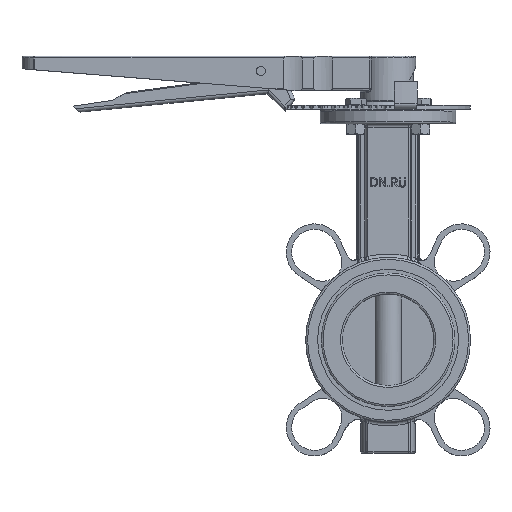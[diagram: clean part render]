
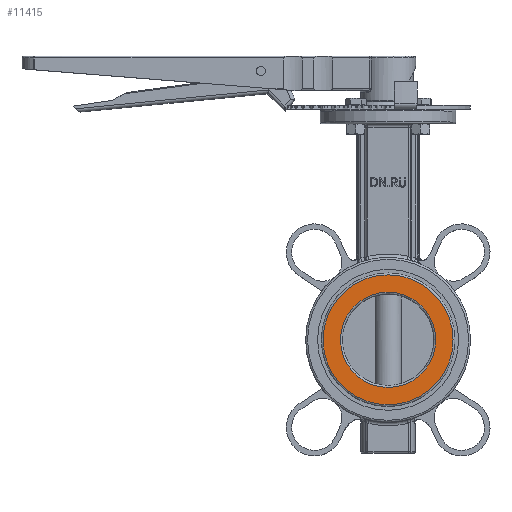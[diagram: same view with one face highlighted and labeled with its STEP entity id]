
A CAD part, top view. The second image highlights one B-rep face of the part: STEP entity #11415.
In plain terms, the highlighted planar face has unit normal (0, 0, 1).
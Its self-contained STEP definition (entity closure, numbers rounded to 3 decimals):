
#241=FACE_BOUND('',#2287,.T.);
#959=CIRCLE('',#12410,26.);
#963=CIRCLE('',#12415,35.5);
#1623=FACE_OUTER_BOUND('',#2286,.T.);
#2286=EDGE_LOOP('',(#8262));
#2287=EDGE_LOOP('',(#8263));
#4784=VERTEX_POINT('',#20639);
#4787=VERTEX_POINT('',#20647);
#6058=EDGE_CURVE('',#4784,#4784,#959,.T.);
#6062=EDGE_CURVE('',#4787,#4787,#963,.T.);
#8262=ORIENTED_EDGE('',*,*,#6062,.F.);
#8263=ORIENTED_EDGE('',*,*,#6058,.F.);
#10403=PLANE('',#12414);
#11415=ADVANCED_FACE('',(#1623,#241),#10403,.T.);
#12410=AXIS2_PLACEMENT_3D('',#20640,#14240,#14241);
#12414=AXIS2_PLACEMENT_3D('',#20646,#14248,#14249);
#12415=AXIS2_PLACEMENT_3D('',#20648,#14250,#14251);
#14240=DIRECTION('center_axis',(0.,0.,1.));
#14241=DIRECTION('ref_axis',(-1.,0.,0.));
#14248=DIRECTION('center_axis',(0.,0.,1.));
#14249=DIRECTION('ref_axis',(1.,0.,0.));
#14250=DIRECTION('center_axis',(0.,0.,-1.));
#14251=DIRECTION('ref_axis',(-1.,0.,0.));
#20639=CARTESIAN_POINT('',(26.,0.,22.5));
#20640=CARTESIAN_POINT('Origin',(0.,0.,22.5));
#20646=CARTESIAN_POINT('Origin',(0.,0.,22.5));
#20647=CARTESIAN_POINT('',(-35.5,0.,22.5));
#20648=CARTESIAN_POINT('Origin',(0.,0.,22.5));
